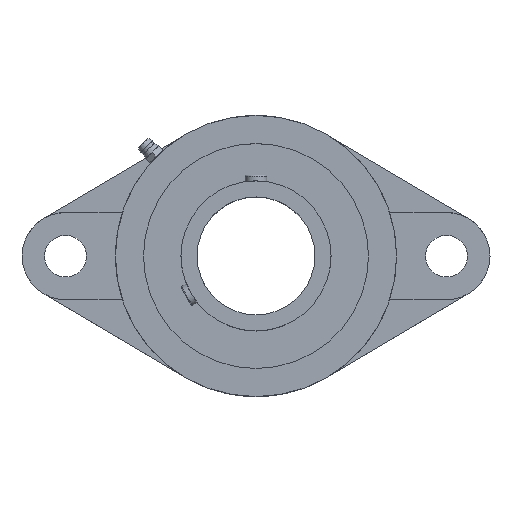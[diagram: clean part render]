
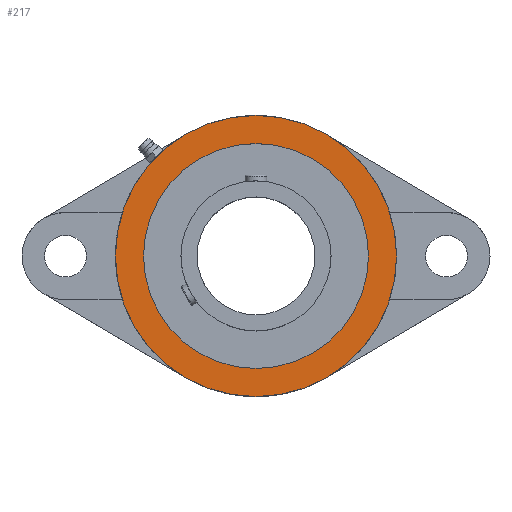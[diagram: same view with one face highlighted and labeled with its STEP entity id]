
A CAD part, top view. The second image highlights one B-rep face of the part: STEP entity #217.
In plain terms, the highlighted planar face has unit normal (0, 0, 1).
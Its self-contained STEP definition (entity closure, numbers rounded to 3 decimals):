
#217 = ADVANCED_FACE( '', ( #468, #469 ), #470, .T. );
#468 = FACE_BOUND( '', #758, .T. );
#469 = FACE_OUTER_BOUND( '', #759, .T. );
#470 = PLANE( '', #760 );
#758 = EDGE_LOOP( '', ( #1230 ) );
#759 = EDGE_LOOP( '', ( #1231 ) );
#760 = AXIS2_PLACEMENT_3D( '', #1232, #1233, #1234 );
#1230 = ORIENTED_EDGE( '', *, *, #1690, .T. );
#1231 = ORIENTED_EDGE( '', *, *, #1691, .F. );
#1232 = CARTESIAN_POINT( '', ( 0., 77.5, 50. ) );
#1233 = DIRECTION( '', ( 0., 0., 1. ) );
#1234 = DIRECTION( '', ( 1., 0., 0. ) );
#1690 = EDGE_CURVE( '', #2021, #2021, #2022, .T. );
#1691 = EDGE_CURVE( '', #2023, #2023, #2024, .T. );
#2021 = VERTEX_POINT( '', #2890 );
#2022 = CIRCLE( '', #2891, 62. );
#2023 = VERTEX_POINT( '', #2892 );
#2024 = CIRCLE( '', #2893, 77.5 );
#2890 = CARTESIAN_POINT( '', ( -62., 0., 50. ) );
#2891 = AXIS2_PLACEMENT_3D( '', #3235, #3236, #3237 );
#2892 = CARTESIAN_POINT( '', ( -77.5, 0., 50. ) );
#2893 = AXIS2_PLACEMENT_3D( '', #3238, #3239, #3240 );
#3235 = CARTESIAN_POINT( '', ( 0., 0., 50. ) );
#3236 = DIRECTION( '', ( 0., 0., -1. ) );
#3237 = DIRECTION( '', ( -1., 0., 0. ) );
#3238 = CARTESIAN_POINT( '', ( 0., 0., 50. ) );
#3239 = DIRECTION( '', ( 0., 0., -1. ) );
#3240 = DIRECTION( '', ( -1., 0., 0. ) );
